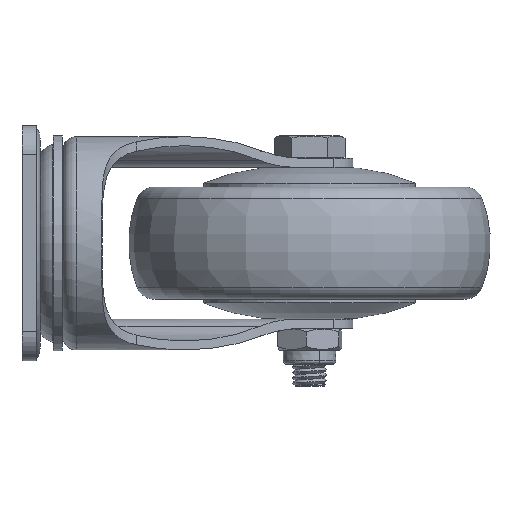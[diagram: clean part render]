
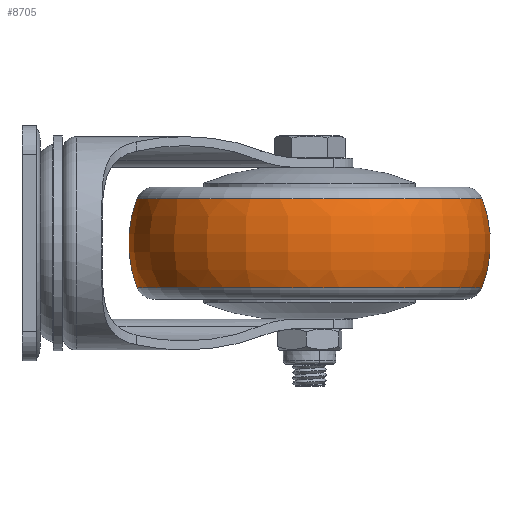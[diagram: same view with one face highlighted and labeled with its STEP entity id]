
A CAD part, left-side view. The second image highlights one B-rep face of the part: STEP entity #8705.
In plain terms, the highlighted toroidal (fillet/blend) face has major radius 16 mm and minor radius 34 mm.
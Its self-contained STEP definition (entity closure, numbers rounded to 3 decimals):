
#347 = VERTEX_POINT ( 'NONE', #10279 ) ;
#397 = CARTESIAN_POINT ( 'NONE',  ( -12.31, 0., 0. ) ) ;
#797 = CARTESIAN_POINT ( 'NONE',  ( 0., 0., 0. ) ) ;
#984 = VERTEX_POINT ( 'NONE', #2658 ) ;
#1011 = ORIENTED_EDGE ( 'NONE', *, *, #1354, .F. ) ;
#1345 = CARTESIAN_POINT ( 'NONE',  ( 12.31, 0., -47.693 ) ) ;
#1354 = EDGE_CURVE ( 'NONE', #5491, #347, #9925, .T. ) ;
#1563 = EDGE_CURVE ( 'NONE', #7625, #984, #5371, .T. ) ;
#1677 = FACE_OUTER_BOUND ( 'NONE', #4268, .T. ) ;
#1768 = AXIS2_PLACEMENT_3D ( 'NONE', #397, #3129, #5835 ) ;
#1959 = CIRCLE ( 'NONE', #1768, 47.693 ) ;
#2032 = DIRECTION ( 'NONE',  ( 0., 1., 0. ) ) ;
#2280 = DIRECTION ( 'NONE',  ( -1., 0., 0. ) ) ;
#2461 = DIRECTION ( 'NONE',  ( 0., 0., -1. ) ) ;
#2658 = CARTESIAN_POINT ( 'NONE',  ( -12.31, 0., -47.693 ) ) ;
#2921 = DIRECTION ( 'NONE',  ( -1., 0., 0. ) ) ;
#3015 = CIRCLE ( 'NONE', #9606, 47.693 ) ;
#3129 = DIRECTION ( 'NONE',  ( -1., 0., 0. ) ) ;
#3220 = CARTESIAN_POINT ( 'NONE',  ( 0., 0., 16. ) ) ;
#3855 = DIRECTION ( 'NONE',  ( 0., 0., 1. ) ) ;
#3969 = CARTESIAN_POINT ( 'NONE',  ( 0., 0., -16. ) ) ;
#4214 = ORIENTED_EDGE ( 'NONE', *, *, #11378, .T. ) ;
#4268 = EDGE_LOOP ( 'NONE', ( #4214, #9258, #10865, #1011 ) ) ;
#4819 = AXIS2_PLACEMENT_3D ( 'NONE', #3220, #6826, #2461 ) ;
#4966 = AXIS2_PLACEMENT_3D ( 'NONE', #797, #2921, #9383 ) ;
#5371 = CIRCLE ( 'NONE', #5554, 34. ) ;
#5491 = VERTEX_POINT ( 'NONE', #9530 ) ;
#5554 = AXIS2_PLACEMENT_3D ( 'NONE', #3969, #2032, #3855 ) ;
#5835 = DIRECTION ( 'NONE',  ( 0., 0., 1. ) ) ;
#6826 = DIRECTION ( 'NONE',  ( 0., -1., 0. ) ) ;
#7418 = TOROIDAL_SURFACE ( 'NONE', #4966, 16., 34. ) ;
#7625 = VERTEX_POINT ( 'NONE', #1345 ) ;
#8323 = CARTESIAN_POINT ( 'NONE',  ( 12.31, 0., 0. ) ) ;
#8705 = ADVANCED_FACE ( 'NONE', ( #1677 ), #7418, .T. ) ;
#9146 = EDGE_CURVE ( 'NONE', #347, #984, #1959, .T. ) ;
#9258 = ORIENTED_EDGE ( 'NONE', *, *, #1563, .T. ) ;
#9383 = DIRECTION ( 'NONE',  ( 0., 0., 1. ) ) ;
#9488 = DIRECTION ( 'NONE',  ( 0., 0., 1. ) ) ;
#9530 = CARTESIAN_POINT ( 'NONE',  ( 12.31, 0., 47.693 ) ) ;
#9606 = AXIS2_PLACEMENT_3D ( 'NONE', #8323, #2280, #9488 ) ;
#9925 = CIRCLE ( 'NONE', #4819, 34. ) ;
#10279 = CARTESIAN_POINT ( 'NONE',  ( -12.31, 0., 47.693 ) ) ;
#10865 = ORIENTED_EDGE ( 'NONE', *, *, #9146, .F. ) ;
#11378 = EDGE_CURVE ( 'NONE', #5491, #7625, #3015, .T. ) ;
